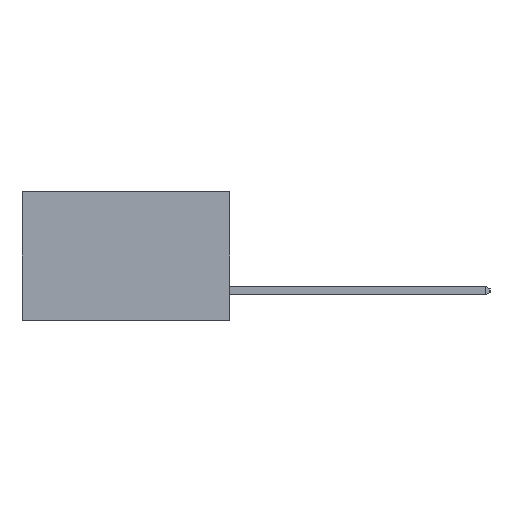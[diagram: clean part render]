
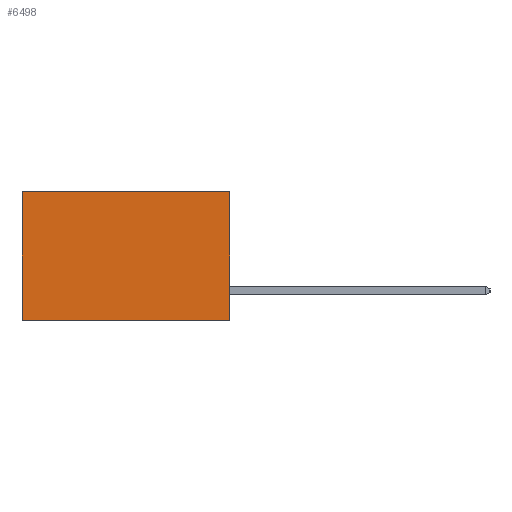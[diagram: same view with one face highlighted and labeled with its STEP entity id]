
A CAD part, left-side view. The second image highlights one B-rep face of the part: STEP entity #6498.
In plain terms, the highlighted planar face has unit normal (-1, 0, 0).
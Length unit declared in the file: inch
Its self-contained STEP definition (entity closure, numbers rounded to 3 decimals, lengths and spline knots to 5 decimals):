
#12 = CARTESIAN_POINT ( 'NONE',  ( 0.298, 0.6, 0. ) ) ;
#39 = EDGE_CURVE ( 'NONE', #9735, #3651, #8278, .T. ) ;
#1950 = FACE_OUTER_BOUND ( 'NONE', #12439, .T. ) ;
#3155 = VECTOR ( 'NONE', #11756, 39.37008 ) ;
#3651 = VERTEX_POINT ( 'NONE', #9447 ) ;
#3931 = DIRECTION ( 'NONE',  ( 0., 1., 0. ) ) ;
#3933 = VECTOR ( 'NONE', #20280, 39.37008 ) ;
#4814 = ORIENTED_EDGE ( 'NONE', *, *, #5733, .T. ) ;
#5139 = CARTESIAN_POINT ( 'NONE',  ( 0.298, 0., 0. ) ) ;
#5553 = VERTEX_POINT ( 'NONE', #18547 ) ;
#5733 = EDGE_CURVE ( 'NONE', #13992, #9735, #16947, .T. ) ;
#6498 = ADVANCED_FACE ( 'NONE', ( #1950 ), #6971, .F. ) ;
#6971 = PLANE ( 'NONE',  #9247 ) ;
#7172 = ORIENTED_EDGE ( 'NONE', *, *, #12949, .F. ) ;
#7585 = LINE ( 'NONE', #8790, #15370 ) ;
#8224 = DIRECTION ( 'NONE',  ( 0., 0., -1. ) ) ;
#8278 = LINE ( 'NONE', #9057, #3155 ) ;
#8501 = LINE ( 'NONE', #13720, #3933 ) ;
#8561 = DIRECTION ( 'NONE',  ( 0., 1., 0. ) ) ;
#8790 = CARTESIAN_POINT ( 'NONE',  ( 0.298, 0., -0.37 ) ) ;
#9057 = CARTESIAN_POINT ( 'NONE',  ( 0.298, 0.6, 0. ) ) ;
#9195 = DIRECTION ( 'NONE',  ( 1., 0., 0. ) ) ;
#9212 = CARTESIAN_POINT ( 'NONE',  ( 0.298, 0., 0. ) ) ;
#9247 = AXIS2_PLACEMENT_3D ( 'NONE', #9212, #9195, #8224 ) ;
#9447 = CARTESIAN_POINT ( 'NONE',  ( 0.298, 0.6, -0.37 ) ) ;
#9735 = VERTEX_POINT ( 'NONE', #12 ) ;
#11756 = DIRECTION ( 'NONE',  ( 0., 0., -1. ) ) ;
#12418 = ORIENTED_EDGE ( 'NONE', *, *, #21738, .F. ) ;
#12439 = EDGE_LOOP ( 'NONE', ( #19510, #7172, #12418, #4814 ) ) ;
#12637 = VECTOR ( 'NONE', #3931, 39.37008 ) ;
#12949 = EDGE_CURVE ( 'NONE', #5553, #3651, #7585, .T. ) ;
#13720 = CARTESIAN_POINT ( 'NONE',  ( 0.298, 0., 0. ) ) ;
#13992 = VERTEX_POINT ( 'NONE', #14795 ) ;
#14795 = CARTESIAN_POINT ( 'NONE',  ( 0.298, 0., 0. ) ) ;
#15370 = VECTOR ( 'NONE', #8561, 39.37008 ) ;
#16947 = LINE ( 'NONE', #5139, #12637 ) ;
#18547 = CARTESIAN_POINT ( 'NONE',  ( 0.298, 0., -0.37 ) ) ;
#19510 = ORIENTED_EDGE ( 'NONE', *, *, #39, .T. ) ;
#20280 = DIRECTION ( 'NONE',  ( 0., 0., -1. ) ) ;
#21738 = EDGE_CURVE ( 'NONE', #13992, #5553, #8501, .T. ) ;
